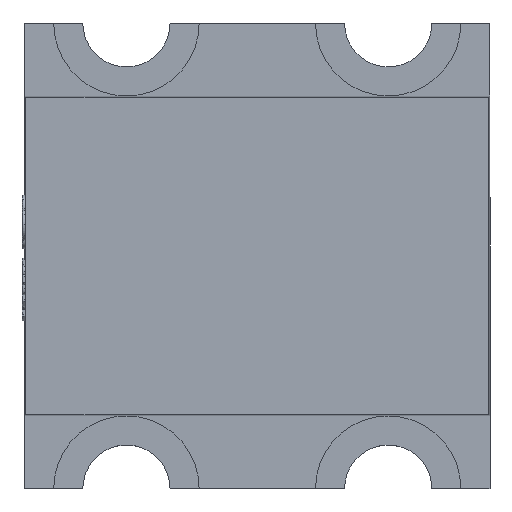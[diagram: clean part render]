
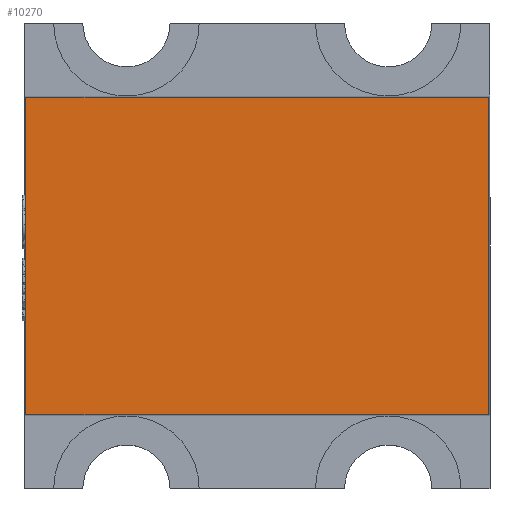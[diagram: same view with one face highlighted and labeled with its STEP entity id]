
A CAD part, top view. The second image highlights one B-rep face of the part: STEP entity #10270.
In plain terms, the highlighted planar face has unit normal (0, 0, 1).
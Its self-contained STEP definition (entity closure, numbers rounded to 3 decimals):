
#504 = LINE ( 'NONE', #8392, #16745 ) ;
#1275 = LINE ( 'NONE', #5464, #4319 ) ;
#2249 = CARTESIAN_POINT ( 'NONE',  ( 0.8, 0.546, 0.25 ) ) ;
#2690 = DIRECTION ( 'NONE',  ( 0., 1., 0. ) ) ;
#3467 = VERTEX_POINT ( 'NONE', #10416 ) ;
#4319 = VECTOR ( 'NONE', #2690, 1000. ) ;
#4332 = LINE ( 'NONE', #2249, #13834 ) ;
#5079 = CARTESIAN_POINT ( 'NONE',  ( -0.796, 0.546, 0.25 ) ) ;
#5464 = CARTESIAN_POINT ( 'NONE',  ( 0.796, -0.55, 0.25 ) ) ;
#5655 = DIRECTION ( 'NONE',  ( -1., 0., 0. ) ) ;
#5892 = EDGE_LOOP ( 'NONE', ( #7854, #10039, #13647, #11960 ) ) ;
#6549 = EDGE_CURVE ( 'NONE', #11051, #7538, #12839, .T. ) ;
#6652 = EDGE_CURVE ( 'NONE', #3467, #11051, #4332, .T. ) ;
#6944 = CARTESIAN_POINT ( 'NONE',  ( 0.796, -0.546, 0.25 ) ) ;
#7153 = AXIS2_PLACEMENT_3D ( 'NONE', #10994, #9430, #8219 ) ;
#7538 = VERTEX_POINT ( 'NONE', #16486 ) ;
#7788 = PLANE ( 'NONE',  #7153 ) ;
#7854 = ORIENTED_EDGE ( 'NONE', *, *, #6549, .T. ) ;
#8165 = EDGE_CURVE ( 'NONE', #7538, #10085, #504, .T. ) ;
#8219 = DIRECTION ( 'NONE',  ( 1., 0., 0. ) ) ;
#8392 = CARTESIAN_POINT ( 'NONE',  ( 0.8, -0.546, 0.25 ) ) ;
#9430 = DIRECTION ( 'NONE',  ( 0., 0., 1. ) ) ;
#10039 = ORIENTED_EDGE ( 'NONE', *, *, #8165, .T. ) ;
#10085 = VERTEX_POINT ( 'NONE', #6944 ) ;
#10270 = ADVANCED_FACE ( 'NONE', ( #13166 ), #7788, .T. ) ;
#10416 = CARTESIAN_POINT ( 'NONE',  ( 0.796, 0.546, 0.25 ) ) ;
#10823 = EDGE_CURVE ( 'NONE', #10085, #3467, #1275, .T. ) ;
#10994 = CARTESIAN_POINT ( 'NONE',  ( 0., 0., 0.25 ) ) ;
#10998 = DIRECTION ( 'NONE',  ( 1., 0., 0. ) ) ;
#11051 = VERTEX_POINT ( 'NONE', #5079 ) ;
#11825 = CARTESIAN_POINT ( 'NONE',  ( -0.796, -0.55, 0.25 ) ) ;
#11960 = ORIENTED_EDGE ( 'NONE', *, *, #6652, .T. ) ;
#12839 = LINE ( 'NONE', #11825, #13552 ) ;
#13166 = FACE_OUTER_BOUND ( 'NONE', #5892, .T. ) ;
#13552 = VECTOR ( 'NONE', #15867, 1000. ) ;
#13647 = ORIENTED_EDGE ( 'NONE', *, *, #10823, .T. ) ;
#13834 = VECTOR ( 'NONE', #5655, 1000. ) ;
#15867 = DIRECTION ( 'NONE',  ( 0., -1., 0. ) ) ;
#16486 = CARTESIAN_POINT ( 'NONE',  ( -0.796, -0.546, 0.25 ) ) ;
#16745 = VECTOR ( 'NONE', #10998, 1000. ) ;
